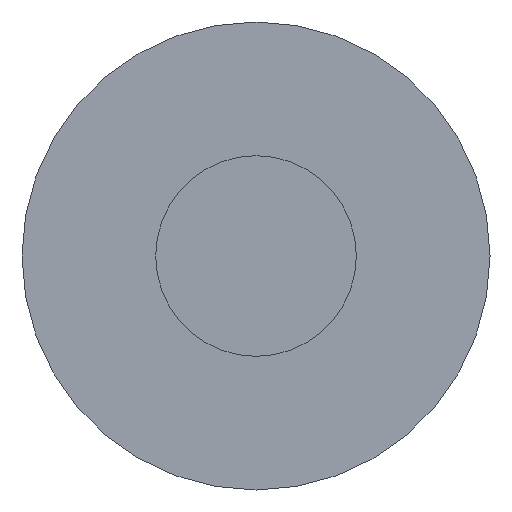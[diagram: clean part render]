
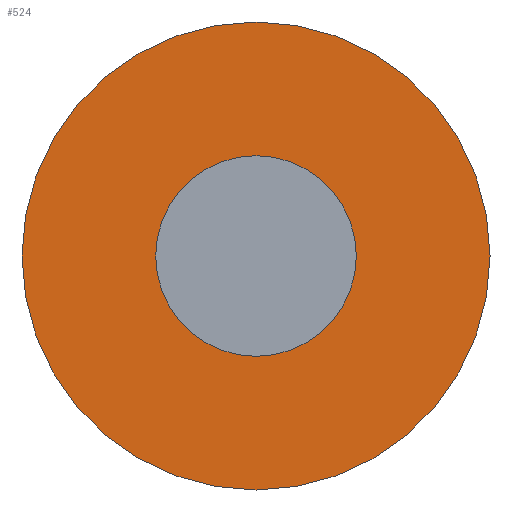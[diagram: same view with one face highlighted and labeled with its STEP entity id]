
A CAD part, front view. The second image highlights one B-rep face of the part: STEP entity #524.
In plain terms, the highlighted planar face has unit normal (0, -1, 0).
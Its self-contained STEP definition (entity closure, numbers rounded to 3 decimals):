
#370=CARTESIAN_POINT('',(0.,0.,-3.5));
#371=VERTEX_POINT('',#370);
#380=CARTESIAN_POINT('',(0.,0.0,3.5));
#381=VERTEX_POINT('',#380);
#382=CARTESIAN_POINT('',(0.0,0.0,0.0));
#383=DIRECTION('',(0.0,1.0,0.0));
#384=DIRECTION('',(0.0,0.0,-1.0));
#385=AXIS2_PLACEMENT_3D('',#382,#383,#384);
#386=CIRCLE('',#385,3.5);
#387=EDGE_CURVE('',#371,#381,#386,.T.);
#414=CARTESIAN_POINT('',(0.,0.,-1.5));
#415=VERTEX_POINT('',#414);
#431=CARTESIAN_POINT('',(0.,0.0,1.5));
#432=VERTEX_POINT('',#431);
#439=CARTESIAN_POINT('',(0.0,0.0,0.0));
#440=DIRECTION('',(0.0,1.0,0.0));
#441=DIRECTION('',(0.0,0.0,-1.0));
#442=AXIS2_PLACEMENT_3D('',#439,#440,#441);
#443=CIRCLE('',#442,1.5);
#444=EDGE_CURVE('',#415,#432,#443,.T.);
#455=CARTESIAN_POINT('',(0.0,0.0,0.0));
#456=DIRECTION('',(0.0,1.0,0.0));
#457=DIRECTION('',(0.0,0.0,-1.0));
#458=AXIS2_PLACEMENT_3D('',#455,#456,#457);
#459=CIRCLE('',#458,1.5);
#460=EDGE_CURVE('',#432,#415,#459,.T.);
#487=CARTESIAN_POINT('',(0.0,0.0,0.0));
#488=DIRECTION('',(0.0,1.0,0.0));
#489=DIRECTION('',(0.0,0.0,-1.0));
#490=AXIS2_PLACEMENT_3D('',#487,#488,#489);
#491=CIRCLE('',#490,3.5);
#492=EDGE_CURVE('',#381,#371,#491,.T.);
#511=CARTESIAN_POINT('',(0.0,0.0,0.0));
#512=DIRECTION('',(0.0,-1.0,0.0));
#513=DIRECTION('',(-1.0,0.0,0.0));
#514=AXIS2_PLACEMENT_3D('',#511,#512,#513);
#515=PLANE('',#514);
#516=ORIENTED_EDGE('',*,*,#387,.F.);
#517=ORIENTED_EDGE('',*,*,#492,.F.);
#518=EDGE_LOOP('',(#516,#517));
#519=FACE_OUTER_BOUND('',#518,.T.);
#520=ORIENTED_EDGE('',*,*,#444,.T.);
#521=ORIENTED_EDGE('',*,*,#460,.T.);
#522=EDGE_LOOP('',(#520,#521));
#523=FACE_BOUND('',#522,.T.);
#524=ADVANCED_FACE('',(#519,#523),#515,.T.);
